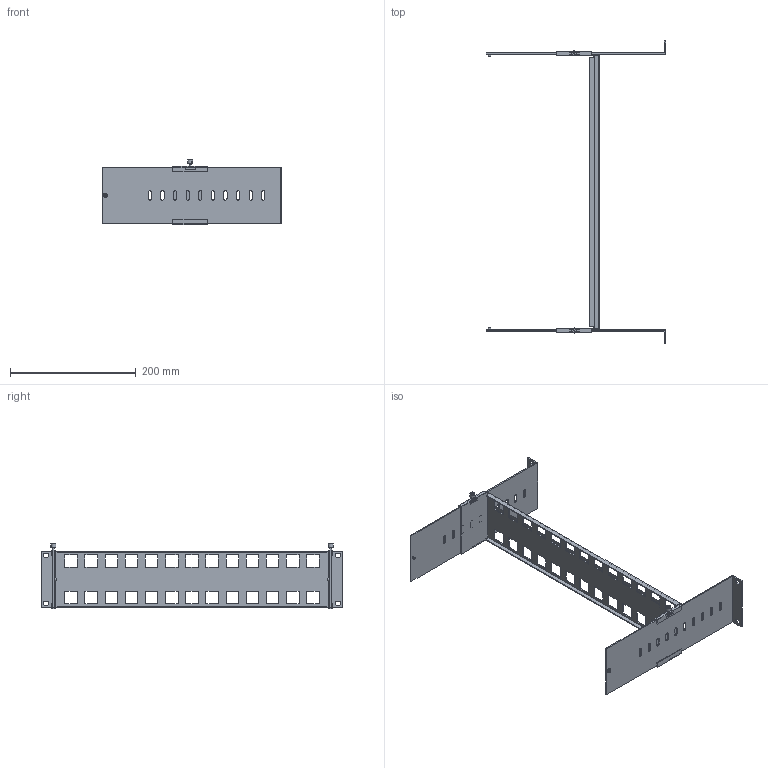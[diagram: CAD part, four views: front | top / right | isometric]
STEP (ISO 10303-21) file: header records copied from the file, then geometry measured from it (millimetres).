
FILE_DESCRIPTION(('Creo Elements/Direct Modeling STEP Export'),'2;1');
FILE_NAME('model.stp','2019-05-08T 2:42:24',(''),(''),'Creo Elements/Direct Modeling STEP processor for AP214 (Solid Model)','Creo Elements/Direct Modeling 20.1A 29-Sep-2018 (C) Parametric Technology GmbH','');
FILE_SCHEMA(('AUTOMOTIVE_DESIGN { 1 0 10303 214 1 1 1 1 }'));
Length unit declared in the file: millimetre
Products named in the file (2): FL_DIN_RA-select
Assembly tree (1 placements, depth 2):
  FL_DIN_RA-select
    FL_DIN_RA-select
Bounding box: 285 x 479.4 x 103.45 mm (x, y, z)
Volume: 196622.1 mm3; surface area: 207966.9 mm2
Topology: 1 solids, 1 shells, 406 faces, 1157 edges, 764 vertices
Faces by surface type: plane 333, cylinder 73
Entity records: 16232 total; most frequent: ORIENTED_EDGE 2314, CARTESIAN_POINT 2261, DIRECTION 2011, EDGE_CURVE 1157, VECTOR 983, LINE 983, VERTEX_POINT 764, EDGE_LOOP 517
